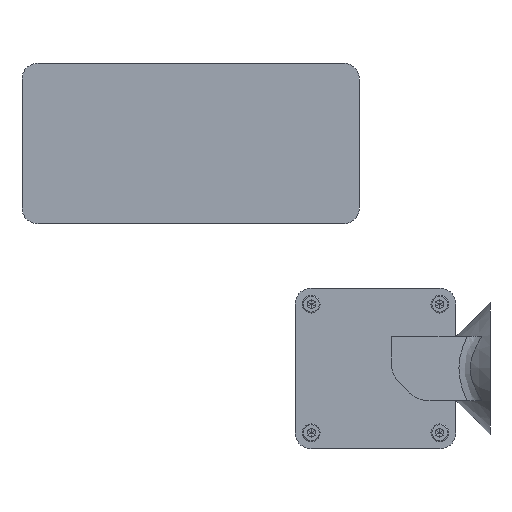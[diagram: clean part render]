
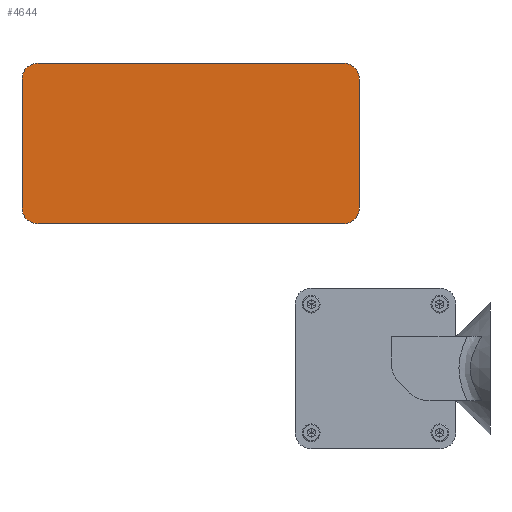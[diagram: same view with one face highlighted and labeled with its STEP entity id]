
A CAD part, top view. The second image highlights one B-rep face of the part: STEP entity #4644.
In plain terms, the highlighted planar face has unit normal (0, 0, 1).
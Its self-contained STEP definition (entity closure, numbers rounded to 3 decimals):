
#407=PLANE('',#5020);
#618=FACE_OUTER_BOUND('',#897,.T.);
#897=EDGE_LOOP('',(#3960,#3961,#3962,#3963,#3964,#3965,#3966,#3967));
#1151=LINE('',#7498,#1542);
#1240=LINE('',#7782,#1631);
#1242=LINE('',#7789,#1633);
#1243=LINE('',#7793,#1634);
#1542=VECTOR('',#5626,10.);
#1631=VECTOR('',#5915,10.);
#1633=VECTOR('',#5923,10.);
#1634=VECTOR('',#5926,10.);
#1887=CIRCLE('',#5017,5.);
#1889=CIRCLE('',#5021,5.);
#1890=CIRCLE('',#5022,5.);
#1891=CIRCLE('',#5023,5.);
#2145=VERTEX_POINT('',#7495);
#2146=VERTEX_POINT('',#7497);
#2240=VERTEX_POINT('',#7777);
#2241=VERTEX_POINT('',#7781);
#2242=VERTEX_POINT('',#7786);
#2243=VERTEX_POINT('',#7788);
#2244=VERTEX_POINT('',#7790);
#2245=VERTEX_POINT('',#7792);
#2702=EDGE_CURVE('',#2146,#2145,#1151,.T.);
#2840=EDGE_CURVE('',#2146,#2240,#1887,.T.);
#2842=EDGE_CURVE('',#2241,#2240,#1240,.T.);
#2845=EDGE_CURVE('',#2242,#2145,#1889,.T.);
#2846=EDGE_CURVE('',#2242,#2243,#1242,.T.);
#2847=EDGE_CURVE('',#2244,#2243,#1890,.T.);
#2848=EDGE_CURVE('',#2244,#2245,#1243,.T.);
#2849=EDGE_CURVE('',#2241,#2245,#1891,.T.);
#3960=ORIENTED_EDGE('',*,*,#2840,.F.);
#3961=ORIENTED_EDGE('',*,*,#2702,.T.);
#3962=ORIENTED_EDGE('',*,*,#2845,.F.);
#3963=ORIENTED_EDGE('',*,*,#2846,.T.);
#3964=ORIENTED_EDGE('',*,*,#2847,.F.);
#3965=ORIENTED_EDGE('',*,*,#2848,.T.);
#3966=ORIENTED_EDGE('',*,*,#2849,.F.);
#3967=ORIENTED_EDGE('',*,*,#2842,.T.);
#4644=ADVANCED_FACE('',(#618),#407,.T.);
#5017=AXIS2_PLACEMENT_3D('',#7778,#5910,#5911);
#5020=AXIS2_PLACEMENT_3D('',#7785,#5919,#5920);
#5021=AXIS2_PLACEMENT_3D('',#7787,#5921,#5922);
#5022=AXIS2_PLACEMENT_3D('',#7791,#5924,#5925);
#5023=AXIS2_PLACEMENT_3D('',#7794,#5927,#5928);
#5626=DIRECTION('',(-1.,0.,0.));
#5910=DIRECTION('center_axis',(0.,0.,-1.));
#5911=DIRECTION('ref_axis',(0.707,0.707,0.));
#5915=DIRECTION('',(0.,1.,0.));
#5919=DIRECTION('center_axis',(0.,0.,1.));
#5920=DIRECTION('ref_axis',(1.,0.,0.));
#5921=DIRECTION('center_axis',(0.,0.,-1.));
#5922=DIRECTION('ref_axis',(-0.707,0.707,0.));
#5923=DIRECTION('',(0.,-1.,0.));
#5924=DIRECTION('center_axis',(0.,0.,-1.));
#5925=DIRECTION('ref_axis',(-0.707,-0.707,0.));
#5926=DIRECTION('',(1.,0.,0.));
#5927=DIRECTION('center_axis',(0.,0.,-1.));
#5928=DIRECTION('ref_axis',(0.707,-0.707,0.));
#7495=CARTESIAN_POINT('',(-80.,120.,25.));
#7497=CARTESIAN_POINT('',(15.,120.,25.));
#7498=CARTESIAN_POINT('',(-35.,120.,25.));
#7777=CARTESIAN_POINT('',(20.,115.,25.));
#7778=CARTESIAN_POINT('Origin',(15.,115.,25.));
#7781=CARTESIAN_POINT('',(20.,75.,25.));
#7782=CARTESIAN_POINT('',(20.,70.,25.));
#7785=CARTESIAN_POINT('Origin',(-5.,95.,25.));
#7786=CARTESIAN_POINT('',(-85.,115.,25.));
#7787=CARTESIAN_POINT('Origin',(-80.,115.,25.));
#7788=CARTESIAN_POINT('',(-85.,75.,25.));
#7789=CARTESIAN_POINT('',(-85.,120.,25.));
#7790=CARTESIAN_POINT('',(-80.,70.,25.));
#7791=CARTESIAN_POINT('Origin',(-80.,75.,25.));
#7792=CARTESIAN_POINT('',(15.,70.,25.));
#7793=CARTESIAN_POINT('',(-85.,70.,25.));
#7794=CARTESIAN_POINT('Origin',(15.,75.,25.));
